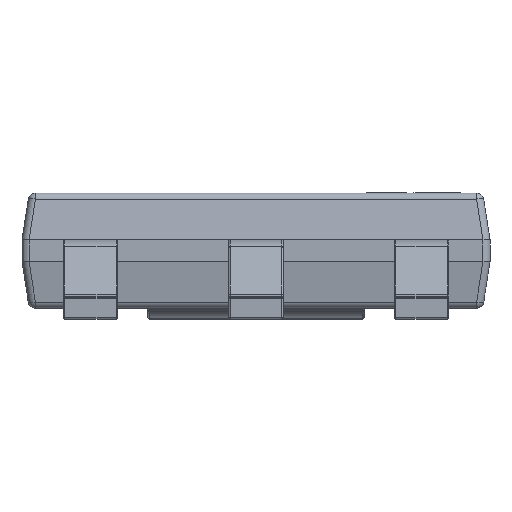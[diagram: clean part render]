
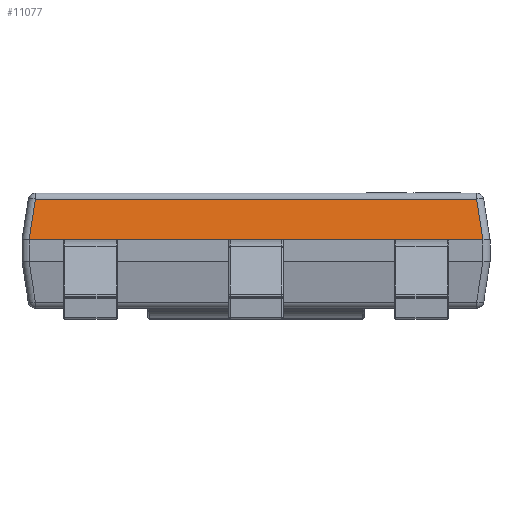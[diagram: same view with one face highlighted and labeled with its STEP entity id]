
A CAD part, front view. The second image highlights one B-rep face of the part: STEP entity #11077.
In plain terms, the highlighted planar face has unit normal (0, -0.988, 0.152).
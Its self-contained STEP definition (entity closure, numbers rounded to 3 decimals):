
#269=ELLIPSE('',#11769,0.657,0.1);
#270=ELLIPSE('',#11770,0.657,0.1);
#665=PLANE('',#11768);
#994=FACE_OUTER_BOUND('',#1661,.T.);
#1661=EDGE_LOOP('',(#7323,#7324,#7325,#7326,#7327,#7328));
#2414=LINE('',#16425,#3422);
#2437=LINE('',#16511,#3445);
#2438=LINE('',#16516,#3446);
#2439=LINE('',#16517,#3447);
#3422=VECTOR('',#12685,1.);
#3445=VECTOR('',#12730,1.);
#3446=VECTOR('',#12735,1.);
#3447=VECTOR('',#12736,1.);
#4708=VERTEX_POINT('',#16423);
#4709=VERTEX_POINT('',#16424);
#4736=VERTEX_POINT('',#16509);
#4737=VERTEX_POINT('',#16510);
#4738=VERTEX_POINT('',#16513);
#4739=VERTEX_POINT('',#16515);
#5699=EDGE_CURVE('',#4708,#4709,#2414,.T.);
#5732=EDGE_CURVE('',#4736,#4737,#2437,.T.);
#5733=EDGE_CURVE('',#4737,#4709,#269,.T.);
#5734=EDGE_CURVE('',#4708,#4738,#270,.T.);
#5735=EDGE_CURVE('',#4738,#4739,#2438,.T.);
#5736=EDGE_CURVE('',#4739,#4736,#2439,.T.);
#7323=ORIENTED_EDGE('',*,*,#5732,.T.);
#7324=ORIENTED_EDGE('',*,*,#5733,.T.);
#7325=ORIENTED_EDGE('',*,*,#5699,.F.);
#7326=ORIENTED_EDGE('',*,*,#5734,.T.);
#7327=ORIENTED_EDGE('',*,*,#5735,.T.);
#7328=ORIENTED_EDGE('',*,*,#5736,.T.);
#11077=ADVANCED_FACE('',(#994),#665,.T.);
#11768=AXIS2_PLACEMENT_3D('',#16508,#12728,#12729);
#11769=AXIS2_PLACEMENT_3D('',#16512,#12731,#12732);
#11770=AXIS2_PLACEMENT_3D('',#16514,#12733,#12734);
#12685=DIRECTION('',(-1.,0.,0.));
#12728=DIRECTION('center_axis',(0.,-0.988,
0.152));
#12729=DIRECTION('ref_axis',(-1.,0.,0.));
#12730=DIRECTION('',(-0.15,-0.15,-0.977));
#12731=DIRECTION('center_axis',(0.,-0.988,
0.152));
#12732=DIRECTION('ref_axis',(0.,-0.152,-0.988));
#12733=DIRECTION('center_axis',(0.,-0.988,
0.152));
#12734=DIRECTION('ref_axis',(0.,-0.152,-0.988));
#12735=DIRECTION('',(-0.15,0.15,0.977));
#12736=DIRECTION('',(-1.,0.,0.));
#16423=CARTESIAN_POINT('',(3.149,-1.75,1.099));
#16424=CARTESIAN_POINT('',(-3.149,-1.75,1.099));
#16425=CARTESIAN_POINT('',(-3.249,-1.75,1.099));
#16508=CARTESIAN_POINT('Origin',(0.,-1.65,1.749));
#16509=CARTESIAN_POINT('',(-3.064,-1.663,1.664));
#16510=CARTESIAN_POINT('',(-3.15,-1.75,1.099));
#16511=CARTESIAN_POINT('',(-2.982,-1.581,2.197));
#16512=CARTESIAN_POINT('Origin',(-3.149,-1.65,1.749));
#16513=CARTESIAN_POINT('',(3.15,-1.75,1.099));
#16514=CARTESIAN_POINT('Origin',(3.149,-1.65,1.749));
#16515=CARTESIAN_POINT('',(3.064,-1.663,1.664));
#16516=CARTESIAN_POINT('',(2.982,-1.581,2.197));
#16517=CARTESIAN_POINT('',(0.,-1.663,1.664));
